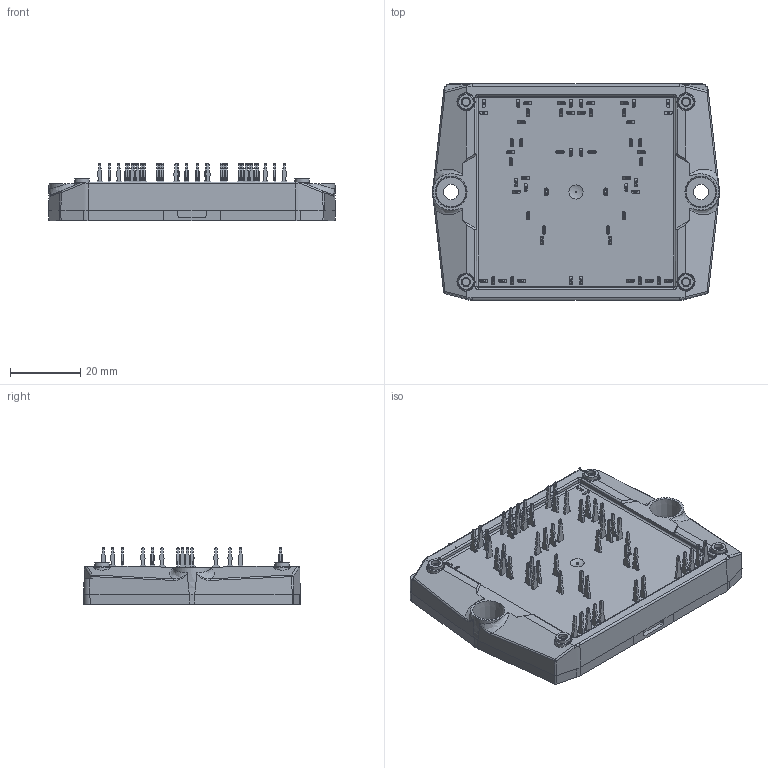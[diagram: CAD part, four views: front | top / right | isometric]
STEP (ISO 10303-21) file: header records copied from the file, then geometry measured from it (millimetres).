
FILE_DESCRIPTION(/* description */ ('Unknown'),/* implementation_level */ '2;1');
FILE_NAME(/* name */ 'FlowS3-4T120T-PA50(560)-01-OL',/* time_stamp */ '2021-03-08T15:30:41+01:00',/* author */ ('Unknown'),/* organization */ ('Unknown'),/* preprocessor_version */ 'ST-DEVELOPER v16.7',/* originating_system */ 'Solid Edge',/* authorisation */ 'Unknown');
FILE_SCHEMA (('AUTOMOTIVE_DESIGN {1 0 10303 214 3 1 1}'));
Products named in the file (1): FlowS3-4T120T-PA50-OL
Bounding box: 81.54 x 61.55 x 16.43 mm (x, y, z)
Volume: 41605.1 mm3; surface area: 20270.7 mm2
Topology: 5 solids, 5 shells, 3124 faces, 8456 edges, 5502 vertices
Faces by surface type: plane 1544, cylinder 974, cone 436, bspline 153, torus 9, sphere 8
Full cylindrical faces by diameter (mm): 0.5 x1, 2.609 x4, 4 x1, 4.082 x4, 4.4 x2, 10.4 x2
Entity records: 126502 total; most frequent: CARTESIAN_POINT 26624, ORIENTED_EDGE 16748, DIRECTION 15820, EDGE_CURVE 8374, AXIS2_PLACEMENT_3D 5542, VERTEX_POINT 5474, LINE 4736, VECTOR 4736
